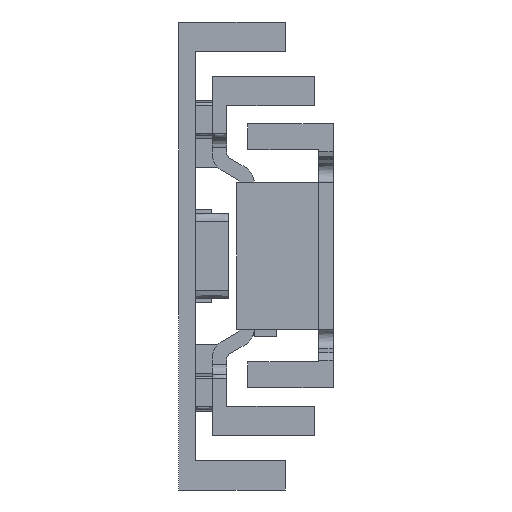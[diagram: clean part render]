
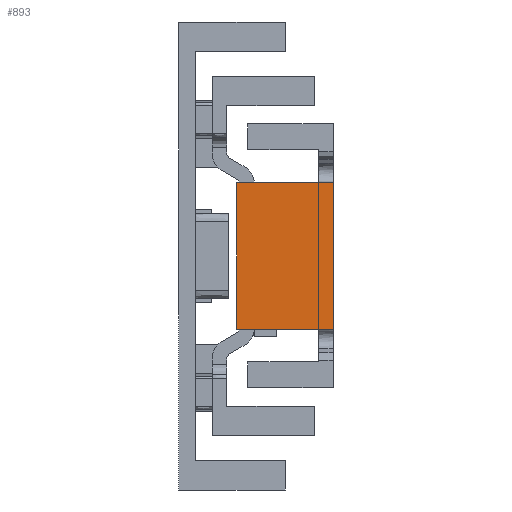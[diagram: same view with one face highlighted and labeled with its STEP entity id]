
A CAD part, front view. The second image highlights one B-rep face of the part: STEP entity #893.
In plain terms, the highlighted free-form (B-spline) face has degree [1, 1] with [2, 2] control points.
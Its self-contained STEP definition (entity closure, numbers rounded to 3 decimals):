
#209 = B_SPLINE_CURVE_WITH_KNOTS ( 'NONE', 1,
 ( #3488, #11749 ),
 .UNSPECIFIED., .F., .F.,
 ( 2, 2 ),
 ( 0., 1. ),
 .UNSPECIFIED. ) ;
#893 = ADVANCED_FACE ( 'NONE', ( #1720 ), #8592, .T. ) ;
#1720 = FACE_OUTER_BOUND ( 'NONE', #7420, .T. ) ;
#1731 = B_SPLINE_CURVE_WITH_KNOTS ( 'NONE', 1,
 ( #8675, #12780 ),
 .UNSPECIFIED., .F., .F.,
 ( 2, 2 ),
 ( 0., 1. ),
 .UNSPECIFIED. ) ;
#2230 = VERTEX_POINT ( 'NONE', #3699 ) ;
#2512 = CARTESIAN_POINT ( 'NONE',  ( 21.349, 0., 19.797 ) ) ;
#2738 = CARTESIAN_POINT ( 'NONE',  ( 21.349, 0., 19.797 ) ) ;
#2804 = CARTESIAN_POINT ( 'NONE',  ( 9.549, 0., 19.797 ) ) ;
#2979 = EDGE_CURVE ( 'NONE', #2230, #4873, #1731, .T. ) ;
#3333 = CARTESIAN_POINT ( 'NONE',  ( 21.349, 0., 19.797 ) ) ;
#3488 = CARTESIAN_POINT ( 'NONE',  ( 9.549, 0., 37.797 ) ) ;
#3594 = CARTESIAN_POINT ( 'NONE',  ( 21.349, 0., 37.797 ) ) ;
#3699 = CARTESIAN_POINT ( 'NONE',  ( 21.349, 0., 37.797 ) ) ;
#4088 = EDGE_CURVE ( 'NONE', #2230, #8790, #8870, .T. ) ;
#4873 = VERTEX_POINT ( 'NONE', #7737 ) ;
#5167 = ORIENTED_EDGE ( 'NONE', *, *, #8501, .T. ) ;
#5846 = ORIENTED_EDGE ( 'NONE', *, *, #6907, .T. ) ;
#6086 = CARTESIAN_POINT ( 'NONE',  ( 9.549, 0., 19.797 ) ) ;
#6907 = EDGE_CURVE ( 'NONE', #11252, #8790, #8054, .T. ) ;
#7420 = EDGE_LOOP ( 'NONE', ( #5846, #13357, #10308, #5167 ) ) ;
#7737 = CARTESIAN_POINT ( 'NONE',  ( 9.549, 0., 37.797 ) ) ;
#8054 = B_SPLINE_CURVE_WITH_KNOTS ( 'NONE', 1,
 ( #6086, #10205 ),
 .UNSPECIFIED., .F., .F.,
 ( 2, 2 ),
 ( 0., 1. ),
 .UNSPECIFIED. ) ;
#8501 = EDGE_CURVE ( 'NONE', #4873, #11252, #209, .T. ) ;
#8592 = B_SPLINE_SURFACE_WITH_KNOTS ( 'NONE', 1, 1, ( 
 ( #9180, #12143 ),
 ( #2804, #2738 ) ),
 .UNSPECIFIED., .F., .F., .F.,
 ( 2, 2 ),
 ( 2, 2 ),
 ( -1., 0. ),
 ( 0., 1. ),
 .UNSPECIFIED. ) ;
#8675 = CARTESIAN_POINT ( 'NONE',  ( 21.349, 0., 37.797 ) ) ;
#8790 = VERTEX_POINT ( 'NONE', #3333 ) ;
#8870 = B_SPLINE_CURVE_WITH_KNOTS ( 'NONE', 1,
 ( #3594, #2512 ),
 .UNSPECIFIED., .F., .F.,
 ( 2, 2 ),
 ( 0., 1. ),
 .UNSPECIFIED. ) ;
#9180 = CARTESIAN_POINT ( 'NONE',  ( 9.549, 0., 37.797 ) ) ;
#9256 = CARTESIAN_POINT ( 'NONE',  ( 9.549, 0., 19.797 ) ) ;
#10205 = CARTESIAN_POINT ( 'NONE',  ( 21.349, 0., 19.797 ) ) ;
#10308 = ORIENTED_EDGE ( 'NONE', *, *, #2979, .T. ) ;
#11252 = VERTEX_POINT ( 'NONE', #9256 ) ;
#11749 = CARTESIAN_POINT ( 'NONE',  ( 9.549, 0., 19.797 ) ) ;
#12143 = CARTESIAN_POINT ( 'NONE',  ( 21.349, 0., 37.797 ) ) ;
#12780 = CARTESIAN_POINT ( 'NONE',  ( 9.549, 0., 37.797 ) ) ;
#13357 = ORIENTED_EDGE ( 'NONE', *, *, #4088, .F. ) ;
